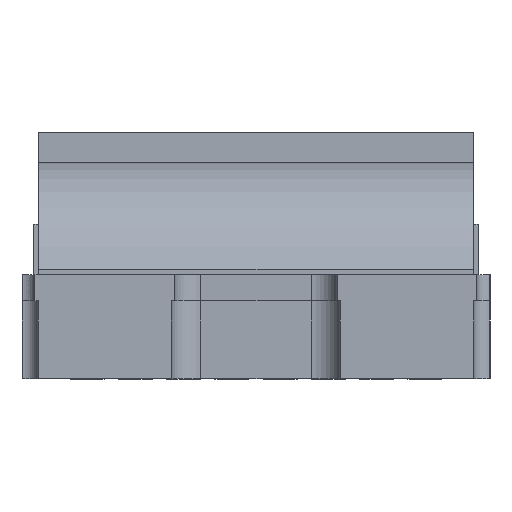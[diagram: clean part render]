
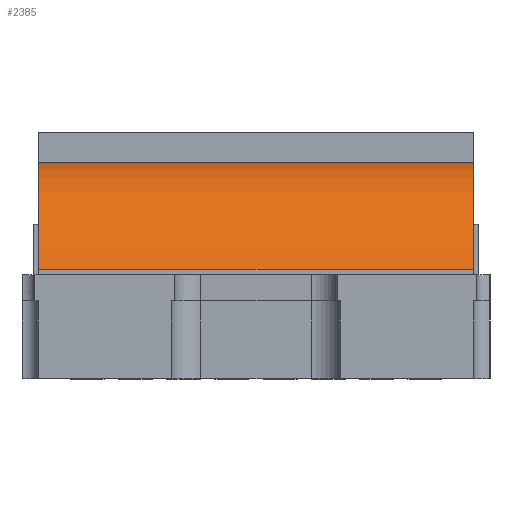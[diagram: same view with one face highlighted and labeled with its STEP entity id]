
A CAD part, left-side view. The second image highlights one B-rep face of the part: STEP entity #2385.
In plain terms, the highlighted cylindrical face has radius 2.249 mm (diameter 4.498 mm), a partial arc.
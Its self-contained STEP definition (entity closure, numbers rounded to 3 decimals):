
#360 = PLANE('',#361);
#361 = AXIS2_PLACEMENT_3D('',#362,#363,#364);
#362 = CARTESIAN_POINT('',(-0.234,3.345,3.239));
#363 = DIRECTION('',(0.,1.,0.));
#364 = DIRECTION('',(0.,0.,1.));
#416 = PLANE('',#417);
#417 = AXIS2_PLACEMENT_3D('',#418,#419,#420);
#418 = CARTESIAN_POINT('',(-0.234,-3.345,3.239));
#419 = DIRECTION('',(0.,1.,0.));
#420 = DIRECTION('',(0.,0.,1.));
#763 = VERTEX_POINT('',#764);
#764 = CARTESIAN_POINT('',(-8.59,3.345,1.689));
#778 = PLANE('',#779);
#779 = AXIS2_PLACEMENT_3D('',#780,#781,#782);
#780 = CARTESIAN_POINT('',(-8.59,0.,1.648));
#781 = DIRECTION('',(1.,0.,0.));
#782 = DIRECTION('',(0.,0.,-1.));
#790 = EDGE_CURVE('',#791,#763,#793,.T.);
#791 = VERTEX_POINT('',#792);
#792 = CARTESIAN_POINT('',(-6.422,3.345,3.339));
#793 = SURFACE_CURVE('',#794,(#799,#810),.PCURVE_S1.);
#794 = CIRCLE('',#795,2.249);
#795 = AXIS2_PLACEMENT_3D('',#796,#797,#798);
#796 = CARTESIAN_POINT('',(-6.422,3.345,1.09));
#797 = DIRECTION('',(0.,-1.,0.));
#798 = DIRECTION('',(0.,0.,-1.));
#799 = PCURVE('',#360,#800);
#800 = DEFINITIONAL_REPRESENTATION('',(#801),#809);
#801 = ( BOUNDED_CURVE() B_SPLINE_CURVE(2,(#802,#803,#804,#805,#806,#807
,#808),.UNSPECIFIED.,.T.,.F.) B_SPLINE_CURVE_WITH_KNOTS((1,2,2,2,2,1),(
    -2.094,0.,2.094,4.189,6.283,
8.378),.UNSPECIFIED.) CURVE() GEOMETRIC_REPRESENTATION_ITEM() 
RATIONAL_B_SPLINE_CURVE((1.,0.5,1.,0.5,1.,0.5,1.)) REPRESENTATION_ITEM(
  '') );
#802 = CARTESIAN_POINT('',(-4.398,-6.188));
#803 = CARTESIAN_POINT('',(-4.398,-2.293));
#804 = CARTESIAN_POINT('',(-1.025,-4.24));
#805 = CARTESIAN_POINT('',(2.349,-6.188));
#806 = CARTESIAN_POINT('',(-1.025,-8.136));
#807 = CARTESIAN_POINT('',(-4.398,-10.083));
#808 = CARTESIAN_POINT('',(-4.398,-6.188));
#809 = ( GEOMETRIC_REPRESENTATION_CONTEXT(2) 
PARAMETRIC_REPRESENTATION_CONTEXT() REPRESENTATION_CONTEXT('2D SPACE',''
  ) );
#810 = PCURVE('',#811,#816);
#811 = CYLINDRICAL_SURFACE('',#812,2.249);
#812 = AXIS2_PLACEMENT_3D('',#813,#814,#815);
#813 = CARTESIAN_POINT('',(-6.422,3.479,1.09));
#814 = DIRECTION('',(0.,-1.,0.));
#815 = DIRECTION('',(0.,0.,-1.));
#816 = DEFINITIONAL_REPRESENTATION('',(#817),#821);
#817 = LINE('',#818,#819);
#818 = CARTESIAN_POINT('',(0.,0.134));
#819 = VECTOR('',#820,1.);
#820 = DIRECTION('',(1.,0.));
#821 = ( GEOMETRIC_REPRESENTATION_CONTEXT(2) 
PARAMETRIC_REPRESENTATION_CONTEXT() REPRESENTATION_CONTEXT('2D SPACE',''
  ) );
#839 = PLANE('',#840);
#840 = AXIS2_PLACEMENT_3D('',#841,#842,#843);
#841 = CARTESIAN_POINT('',(-6.372,0.,3.339));
#842 = DIRECTION('',(0.,0.,1.));
#843 = DIRECTION('',(1.,0.,0.));
#1026 = VERTEX_POINT('',#1027);
#1027 = CARTESIAN_POINT('',(-6.422,-3.345,3.339));
#1048 = EDGE_CURVE('',#1049,#1026,#1051,.T.);
#1049 = VERTEX_POINT('',#1050);
#1050 = CARTESIAN_POINT('',(-8.59,-3.345,1.689));
#1051 = SURFACE_CURVE('',#1052,(#1057,#1064),.PCURVE_S1.);
#1052 = CIRCLE('',#1053,2.249);
#1053 = AXIS2_PLACEMENT_3D('',#1054,#1055,#1056);
#1054 = CARTESIAN_POINT('',(-6.422,-3.345,1.09));
#1055 = DIRECTION('',(0.,1.,0.));
#1056 = DIRECTION('',(0.,0.,-1.));
#1057 = PCURVE('',#416,#1058);
#1058 = DEFINITIONAL_REPRESENTATION('',(#1059),#1063);
#1059 = CIRCLE('',#1060,2.249);
#1060 = AXIS2_PLACEMENT_2D('',#1061,#1062);
#1061 = CARTESIAN_POINT('',(-2.149,-6.188));
#1062 = DIRECTION('',(-1.,0.));
#1063 = ( GEOMETRIC_REPRESENTATION_CONTEXT(2) 
PARAMETRIC_REPRESENTATION_CONTEXT() REPRESENTATION_CONTEXT('2D SPACE',''
  ) );
#1064 = PCURVE('',#811,#1065);
#1065 = DEFINITIONAL_REPRESENTATION('',(#1066),#1070);
#1066 = LINE('',#1067,#1068);
#1067 = CARTESIAN_POINT('',(6.283,6.824));
#1068 = VECTOR('',#1069,1.);
#1069 = DIRECTION('',(-1.,0.));
#1070 = ( GEOMETRIC_REPRESENTATION_CONTEXT(2) 
PARAMETRIC_REPRESENTATION_CONTEXT() REPRESENTATION_CONTEXT('2D SPACE',''
  ) );
#2365 = EDGE_CURVE('',#763,#1049,#2366,.T.);
#2366 = SURFACE_CURVE('',#2367,(#2371,#2378),.PCURVE_S1.);
#2367 = LINE('',#2368,#2369);
#2368 = CARTESIAN_POINT('',(-8.59,0.,1.689));
#2369 = VECTOR('',#2370,1.);
#2370 = DIRECTION('',(0.,-1.,0.));
#2371 = PCURVE('',#778,#2372);
#2372 = DEFINITIONAL_REPRESENTATION('',(#2373),#2377);
#2373 = LINE('',#2374,#2375);
#2374 = CARTESIAN_POINT('',(-0.042,0.));
#2375 = VECTOR('',#2376,1.);
#2376 = DIRECTION('',(0.,-1.));
#2377 = ( GEOMETRIC_REPRESENTATION_CONTEXT(2) 
PARAMETRIC_REPRESENTATION_CONTEXT() REPRESENTATION_CONTEXT('2D SPACE',''
  ) );
#2378 = PCURVE('',#811,#2379);
#2379 = DEFINITIONAL_REPRESENTATION('',(#2380),#2384);
#2380 = LINE('',#2381,#2382);
#2381 = CARTESIAN_POINT('',(4.443,3.479));
#2382 = VECTOR('',#2383,1.);
#2383 = DIRECTION('',(0.,1.));
#2384 = ( GEOMETRIC_REPRESENTATION_CONTEXT(2) 
PARAMETRIC_REPRESENTATION_CONTEXT() REPRESENTATION_CONTEXT('2D SPACE',''
  ) );
#2385 = ADVANCED_FACE('',(#2386),#811,.T.);
#2386 = FACE_BOUND('',#2387,.T.);
#2387 = EDGE_LOOP('',(#2388,#2389,#2390,#2391));
#2388 = ORIENTED_EDGE('',*,*,#790,.T.);
#2389 = ORIENTED_EDGE('',*,*,#2365,.T.);
#2390 = ORIENTED_EDGE('',*,*,#1048,.T.);
#2391 = ORIENTED_EDGE('',*,*,#2392,.T.);
#2392 = EDGE_CURVE('',#1026,#791,#2393,.T.);
#2393 = SURFACE_CURVE('',#2394,(#2398,#2405),.PCURVE_S1.);
#2394 = LINE('',#2395,#2396);
#2395 = CARTESIAN_POINT('',(-6.422,3.479,3.339));
#2396 = VECTOR('',#2397,1.);
#2397 = DIRECTION('',(0.,1.,0.));
#2398 = PCURVE('',#811,#2399);
#2399 = DEFINITIONAL_REPRESENTATION('',(#2400),#2404);
#2400 = LINE('',#2401,#2402);
#2401 = CARTESIAN_POINT('',(3.142,0.));
#2402 = VECTOR('',#2403,1.);
#2403 = DIRECTION('',(0.,-1.));
#2404 = ( GEOMETRIC_REPRESENTATION_CONTEXT(2) 
PARAMETRIC_REPRESENTATION_CONTEXT() REPRESENTATION_CONTEXT('2D SPACE',''
  ) );
#2405 = PCURVE('',#839,#2406);
#2406 = DEFINITIONAL_REPRESENTATION('',(#2407),#2411);
#2407 = LINE('',#2408,#2409);
#2408 = CARTESIAN_POINT('',(-0.05,3.479));
#2409 = VECTOR('',#2410,1.);
#2410 = DIRECTION('',(0.,1.));
#2411 = ( GEOMETRIC_REPRESENTATION_CONTEXT(2) 
PARAMETRIC_REPRESENTATION_CONTEXT() REPRESENTATION_CONTEXT('2D SPACE',''
  ) );
